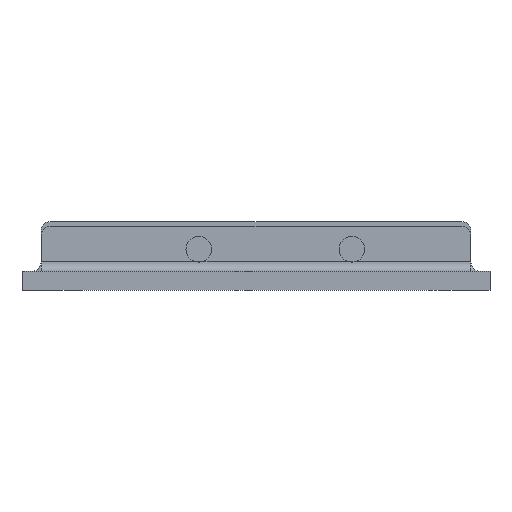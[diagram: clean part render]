
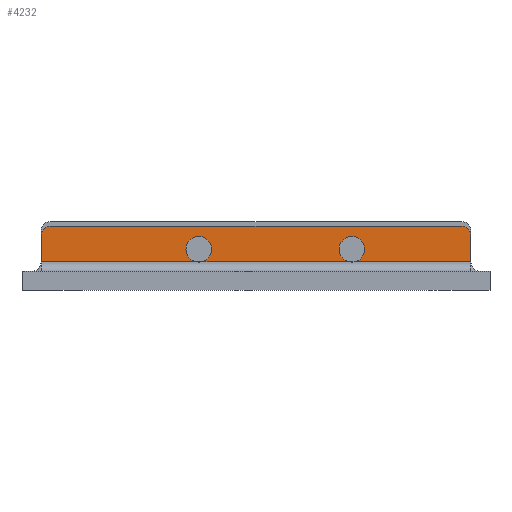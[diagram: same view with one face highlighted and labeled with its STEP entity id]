
A CAD part, front view. The second image highlights one B-rep face of the part: STEP entity #4232.
In plain terms, the highlighted planar face has unit normal (0, -1, 0).
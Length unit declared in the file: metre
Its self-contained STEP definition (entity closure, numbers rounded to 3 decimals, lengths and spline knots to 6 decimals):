
#180=CIRCLE('',#4560,0.0027);
#181=CIRCLE('',#4561,0.0027);
#182=CIRCLE('',#4562,0.002);
#183=CIRCLE('',#4563,0.002);
#612=ORIENTED_EDGE('',*,*,#1856,.F.);
#613=ORIENTED_EDGE('',*,*,#1857,.T.);
#614=ORIENTED_EDGE('',*,*,#1858,.F.);
#615=ORIENTED_EDGE('',*,*,#1859,.T.);
#616=ORIENTED_EDGE('',*,*,#1854,.F.);
#617=ORIENTED_EDGE('',*,*,#1860,.T.);
#618=ORIENTED_EDGE('',*,*,#1861,.T.);
#619=ORIENTED_EDGE('',*,*,#1862,.T.);
#620=ORIENTED_EDGE('',*,*,#1863,.T.);
#621=ORIENTED_EDGE('',*,*,#1864,.T.);
#1854=EDGE_CURVE('',#2462,#2463,#2824,.T.);
#1856=EDGE_CURVE('',#2464,#2465,#180,.T.);
#1857=EDGE_CURVE('',#2464,#2466,#2826,.F.);
#1858=EDGE_CURVE('',#2467,#2466,#181,.T.);
#1859=EDGE_CURVE('',#2467,#2463,#2827,.F.);
#1860=EDGE_CURVE('',#2462,#2468,#182,.T.);
#1861=EDGE_CURVE('',#2468,#2469,#2828,.T.);
#1862=EDGE_CURVE('',#2469,#2470,#183,.T.);
#1863=EDGE_CURVE('',#2470,#2471,#2829,.T.);
#1864=EDGE_CURVE('',#2471,#2465,#2830,.F.);
#2462=VERTEX_POINT('',#6804);
#2463=VERTEX_POINT('',#6806);
#2464=VERTEX_POINT('',#6810);
#2465=VERTEX_POINT('',#6811);
#2466=VERTEX_POINT('',#6813);
#2467=VERTEX_POINT('',#6815);
#2468=VERTEX_POINT('',#6818);
#2469=VERTEX_POINT('',#6820);
#2470=VERTEX_POINT('',#6822);
#2471=VERTEX_POINT('',#6824);
#2824=LINE('',#6805,#3236);
#2826=LINE('',#6812,#3238);
#2827=LINE('',#6816,#3239);
#2828=LINE('',#6819,#3240);
#2829=LINE('',#6823,#3241);
#2830=LINE('',#6825,#3242);
#3236=VECTOR('',#5297,1.);
#3238=VECTOR('',#5303,1.);
#3239=VECTOR('',#5306,1.);
#3240=VECTOR('',#5309,1.);
#3241=VECTOR('',#5312,1.);
#3242=VECTOR('',#5313,1.);
#3502=EDGE_LOOP('',(#612,#613,#614,#615,#616,#617,#618,#619,#620,#621));
#3800=FACE_BOUND('',#3502,.T.);
#4086=PLANE('',#4559);
#4232=ADVANCED_FACE('',(#3800),#4086,.T.);
#4559=AXIS2_PLACEMENT_3D('',#6808,#5299,#5300);
#4560=AXIS2_PLACEMENT_3D('',#6809,#5301,#5302);
#4561=AXIS2_PLACEMENT_3D('',#6814,#5304,#5305);
#4562=AXIS2_PLACEMENT_3D('',#6817,#5307,#5308);
#4563=AXIS2_PLACEMENT_3D('',#6821,#5310,#5311);
#5297=DIRECTION('',(0.,0.,-1.));
#5299=DIRECTION('',(0.,-1.,0.));
#5300=DIRECTION('',(1.,0.,0.));
#5301=DIRECTION('',(0.,-1.,0.));
#5302=DIRECTION('',(1.,0.,0.));
#5303=DIRECTION('',(-1.,0.,0.));
#5304=DIRECTION('',(0.,-1.,0.));
#5305=DIRECTION('',(1.,0.,0.));
#5306=DIRECTION('',(-1.,0.,0.));
#5307=DIRECTION('',(0.,-1.,0.));
#5308=DIRECTION('',(1.,0.,0.));
#5309=DIRECTION('',(-1.,0.,0.));
#5310=DIRECTION('',(0.,-1.,0.));
#5311=DIRECTION('',(1.,0.,0.));
#5312=DIRECTION('',(0.,0.,-1.));
#5313=DIRECTION('',(-1.,0.,0.));
#6804=CARTESIAN_POINT('',(0.04525,-0.06848,0.007504));
#6805=CARTESIAN_POINT('',(0.04525,-0.06848,0.003504));
#6806=CARTESIAN_POINT('',(0.04525,-0.06848,0.002004));
#6808=CARTESIAN_POINT('',(-0.022625,-0.06848,0.003504));
#6809=CARTESIAN_POINT('',(-0.01205,-0.06848,0.004663));
#6810=CARTESIAN_POINT('',(-0.011581,-0.06848,0.002004));
#6811=CARTESIAN_POINT('',(-0.012519,-0.06848,0.002004));
#6812=CARTESIAN_POINT('',(-0.022625,-0.06848,0.002004));
#6813=CARTESIAN_POINT('',(0.019711,-0.06848,0.002004));
#6814=CARTESIAN_POINT('',(0.02018,-0.06848,0.004663));
#6815=CARTESIAN_POINT('',(0.020649,-0.06848,0.002004));
#6816=CARTESIAN_POINT('',(-0.022625,-0.06848,0.002004));
#6817=CARTESIAN_POINT('',(0.04325,-0.06848,0.007504));
#6818=CARTESIAN_POINT('',(0.04325,-0.06848,0.009504));
#6819=CARTESIAN_POINT('',(-0.022625,-0.06848,0.009504));
#6820=CARTESIAN_POINT('',(-0.04325,-0.06848,0.009504));
#6821=CARTESIAN_POINT('',(-0.04325,-0.06848,0.007504));
#6822=CARTESIAN_POINT('',(-0.04525,-0.06848,0.007504));
#6823=CARTESIAN_POINT('',(-0.04525,-0.06848,0.003504));
#6824=CARTESIAN_POINT('',(-0.04525,-0.06848,0.002004));
#6825=CARTESIAN_POINT('',(-0.022625,-0.06848,0.002004));
